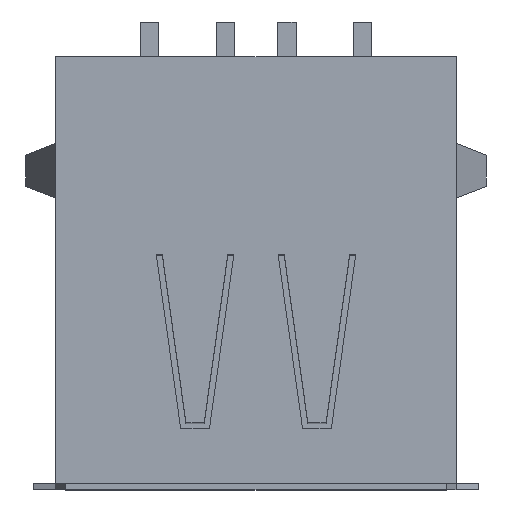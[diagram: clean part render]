
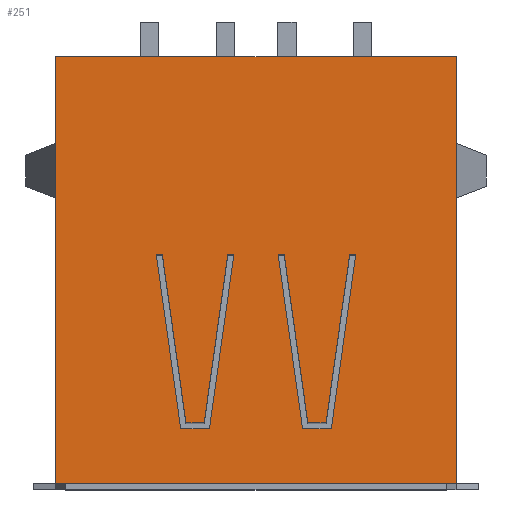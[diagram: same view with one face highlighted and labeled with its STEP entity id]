
A CAD part, top view. The second image highlights one B-rep face of the part: STEP entity #251.
In plain terms, the highlighted planar face has unit normal (0, 0, 1).
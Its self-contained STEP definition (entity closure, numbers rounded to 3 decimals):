
#62 = VERTEX_POINT('',#63);
#63 = CARTESIAN_POINT('',(6.565,-7.435,7.01));
#71 = VERTEX_POINT('',#72);
#72 = CARTESIAN_POINT('',(-6.565,-7.435,7.01));
#78 = EDGE_CURVE('',#71,#62,#79,.T.);
#79 = LINE('',#80,#81);
#80 = CARTESIAN_POINT('',(-6.565,-7.435,7.01));
#81 = VECTOR('',#82,1.);
#82 = DIRECTION('',(1.,0.,0.));
#251 = ADVANCED_FACE('',(#252,#293,#367),#441,.T.);
#252 = FACE_BOUND('',#253,.T.);
#253 = EDGE_LOOP('',(#254,#264,#270,#271,#279,#287));
#254 = ORIENTED_EDGE('',*,*,#255,.T.);
#255 = EDGE_CURVE('',#256,#258,#260,.T.);
#256 = VERTEX_POINT('',#257);
#257 = CARTESIAN_POINT('',(-6.565,6.565,7.01));
#258 = VERTEX_POINT('',#259);
#259 = CARTESIAN_POINT('',(-6.565,-6.635,7.01));
#260 = LINE('',#261,#262);
#261 = CARTESIAN_POINT('',(-6.565,6.565,7.01));
#262 = VECTOR('',#263,1.);
#263 = DIRECTION('',(0.,-1.,0.));
#264 = ORIENTED_EDGE('',*,*,#265,.T.);
#265 = EDGE_CURVE('',#258,#71,#266,.T.);
#266 = LINE('',#267,#268);
#267 = CARTESIAN_POINT('',(-6.565,6.565,7.01));
#268 = VECTOR('',#269,1.);
#269 = DIRECTION('',(0.,-1.,0.));
#270 = ORIENTED_EDGE('',*,*,#78,.T.);
#271 = ORIENTED_EDGE('',*,*,#272,.T.);
#272 = EDGE_CURVE('',#62,#273,#275,.T.);
#273 = VERTEX_POINT('',#274);
#274 = CARTESIAN_POINT('',(6.565,-6.635,7.01));
#275 = LINE('',#276,#277);
#276 = CARTESIAN_POINT('',(6.565,-7.435,7.01));
#277 = VECTOR('',#278,1.);
#278 = DIRECTION('',(0.,1.,0.));
#279 = ORIENTED_EDGE('',*,*,#280,.T.);
#280 = EDGE_CURVE('',#273,#281,#283,.T.);
#281 = VERTEX_POINT('',#282);
#282 = CARTESIAN_POINT('',(6.565,6.565,7.01));
#283 = LINE('',#284,#285);
#284 = CARTESIAN_POINT('',(6.565,-7.435,7.01));
#285 = VECTOR('',#286,1.);
#286 = DIRECTION('',(0.,1.,0.));
#287 = ORIENTED_EDGE('',*,*,#288,.T.);
#288 = EDGE_CURVE('',#281,#256,#289,.T.);
#289 = LINE('',#290,#291);
#290 = CARTESIAN_POINT('',(6.565,6.565,7.01));
#291 = VECTOR('',#292,1.);
#292 = DIRECTION('',(-1.,0.,0.));
#293 = FACE_BOUND('',#294,.T.);
#294 = EDGE_LOOP('',(#295,#305,#313,#321,#329,#337,#345,#353,#361));
#295 = ORIENTED_EDGE('',*,*,#296,.T.);
#296 = EDGE_CURVE('',#297,#299,#301,.T.);
#297 = VERTEX_POINT('',#298);
#298 = CARTESIAN_POINT('',(-2.,-5.643,7.01));
#299 = VERTEX_POINT('',#300);
#300 = CARTESIAN_POINT('',(-2.472,-5.643,7.01));
#301 = LINE('',#302,#303);
#302 = CARTESIAN_POINT('',(-1.236,-5.643,7.01));
#303 = VECTOR('',#304,1.);
#304 = DIRECTION('',(-1.,0.,0.));
#305 = ORIENTED_EDGE('',*,*,#306,.T.);
#306 = EDGE_CURVE('',#299,#307,#309,.T.);
#307 = VERTEX_POINT('',#308);
#308 = CARTESIAN_POINT('',(-3.275,0.083,7.01));
#309 = LINE('',#310,#311);
#310 = CARTESIAN_POINT('',(-3.193,-0.5,7.01));
#311 = VECTOR('',#312,1.);
#312 = DIRECTION('',(-0.139,0.99,0.));
#313 = ORIENTED_EDGE('',*,*,#314,.T.);
#314 = EDGE_CURVE('',#307,#315,#317,.T.);
#315 = VERTEX_POINT('',#316);
#316 = CARTESIAN_POINT('',(-3.075,0.083,7.01));
#317 = LINE('',#318,#319);
#318 = CARTESIAN_POINT('',(-1.538,0.083,7.01));
#319 = VECTOR('',#320,1.);
#320 = DIRECTION('',(1.,0.,0.));
#321 = ORIENTED_EDGE('',*,*,#322,.T.);
#322 = EDGE_CURVE('',#315,#323,#325,.T.);
#323 = VERTEX_POINT('',#324);
#324 = CARTESIAN_POINT('',(-2.3,-5.442,7.01));
#325 = LINE('',#326,#327);
#326 = CARTESIAN_POINT('',(-2.611,-3.224,7.01));
#327 = VECTOR('',#328,1.);
#328 = DIRECTION('',(0.139,-0.99,0.));
#329 = ORIENTED_EDGE('',*,*,#330,.T.);
#330 = EDGE_CURVE('',#323,#331,#333,.T.);
#331 = VERTEX_POINT('',#332);
#332 = CARTESIAN_POINT('',(-1.7,-5.442,7.01));
#333 = LINE('',#334,#335);
#334 = CARTESIAN_POINT('',(-0.85,-5.442,7.01));
#335 = VECTOR('',#336,1.);
#336 = DIRECTION('',(1.,0.,0.));
#337 = ORIENTED_EDGE('',*,*,#338,.T.);
#338 = EDGE_CURVE('',#331,#339,#341,.T.);
#339 = VERTEX_POINT('',#340);
#340 = CARTESIAN_POINT('',(-0.925,0.083,7.01));
#341 = LINE('',#342,#343);
#342 = CARTESIAN_POINT('',(-0.966,-0.211,7.01));
#343 = VECTOR('',#344,1.);
#344 = DIRECTION('',(0.139,0.99,0.));
#345 = ORIENTED_EDGE('',*,*,#346,.T.);
#346 = EDGE_CURVE('',#339,#347,#349,.T.);
#347 = VERTEX_POINT('',#348);
#348 = CARTESIAN_POINT('',(-0.725,0.083,7.01));
#349 = LINE('',#350,#351);
#350 = CARTESIAN_POINT('',(-0.363,0.083,7.01));
#351 = VECTOR('',#352,1.);
#352 = DIRECTION('',(1.,0.,0.));
#353 = ORIENTED_EDGE('',*,*,#354,.T.);
#354 = EDGE_CURVE('',#347,#355,#357,.T.);
#355 = VERTEX_POINT('',#356);
#356 = CARTESIAN_POINT('',(-1.528,-5.643,7.01));
#357 = LINE('',#358,#359);
#358 = CARTESIAN_POINT('',(-1.166,-3.062,7.01));
#359 = VECTOR('',#360,1.);
#360 = DIRECTION('',(-0.139,-0.99,0.));
#361 = ORIENTED_EDGE('',*,*,#362,.T.);
#362 = EDGE_CURVE('',#355,#297,#363,.T.);
#363 = LINE('',#364,#365);
#364 = CARTESIAN_POINT('',(-1.,-5.643,7.01));
#365 = VECTOR('',#366,1.);
#366 = DIRECTION('',(-1.,0.,0.));
#367 = FACE_BOUND('',#368,.T.);
#368 = EDGE_LOOP('',(#369,#379,#387,#395,#403,#411,#419,#427,#435));
#369 = ORIENTED_EDGE('',*,*,#370,.T.);
#370 = EDGE_CURVE('',#371,#373,#375,.T.);
#371 = VERTEX_POINT('',#372);
#372 = CARTESIAN_POINT('',(2.,-5.643,7.01));
#373 = VERTEX_POINT('',#374);
#374 = CARTESIAN_POINT('',(1.528,-5.643,7.01));
#375 = LINE('',#376,#377);
#376 = CARTESIAN_POINT('',(0.764,-5.643,7.01));
#377 = VECTOR('',#378,1.);
#378 = DIRECTION('',(-1.,0.,0.));
#379 = ORIENTED_EDGE('',*,*,#380,.T.);
#380 = EDGE_CURVE('',#373,#381,#383,.T.);
#381 = VERTEX_POINT('',#382);
#382 = CARTESIAN_POINT('',(0.725,0.083,7.01));
#383 = LINE('',#384,#385);
#384 = CARTESIAN_POINT('',(0.768,-0.224,7.01));
#385 = VECTOR('',#386,1.);
#386 = DIRECTION('',(-0.139,0.99,0.));
#387 = ORIENTED_EDGE('',*,*,#388,.T.);
#388 = EDGE_CURVE('',#381,#389,#391,.T.);
#389 = VERTEX_POINT('',#390);
#390 = CARTESIAN_POINT('',(0.925,0.083,7.01));
#391 = LINE('',#392,#393);
#392 = CARTESIAN_POINT('',(0.463,0.083,7.01));
#393 = VECTOR('',#394,1.);
#394 = DIRECTION('',(1.,0.,0.));
#395 = ORIENTED_EDGE('',*,*,#396,.T.);
#396 = EDGE_CURVE('',#389,#397,#399,.T.);
#397 = VERTEX_POINT('',#398);
#398 = CARTESIAN_POINT('',(1.7,-5.442,7.01));
#399 = LINE('',#400,#401);
#400 = CARTESIAN_POINT('',(1.35,-2.949,7.01));
#401 = VECTOR('',#402,1.);
#402 = DIRECTION('',(0.139,-0.99,0.));
#403 = ORIENTED_EDGE('',*,*,#404,.T.);
#404 = EDGE_CURVE('',#397,#405,#407,.T.);
#405 = VERTEX_POINT('',#406);
#406 = CARTESIAN_POINT('',(2.3,-5.442,7.01));
#407 = LINE('',#408,#409);
#408 = CARTESIAN_POINT('',(1.15,-5.442,7.01));
#409 = VECTOR('',#410,1.);
#410 = DIRECTION('',(1.,0.,0.));
#411 = ORIENTED_EDGE('',*,*,#412,.T.);
#412 = EDGE_CURVE('',#405,#413,#415,.T.);
#413 = VERTEX_POINT('',#414);
#414 = CARTESIAN_POINT('',(3.075,0.083,7.01));
#415 = LINE('',#416,#417);
#416 = CARTESIAN_POINT('',(2.995,-0.486,7.01));
#417 = VECTOR('',#418,1.);
#418 = DIRECTION('',(0.139,0.99,0.));
#419 = ORIENTED_EDGE('',*,*,#420,.T.);
#420 = EDGE_CURVE('',#413,#421,#423,.T.);
#421 = VERTEX_POINT('',#422);
#422 = CARTESIAN_POINT('',(3.275,0.083,7.01));
#423 = LINE('',#424,#425);
#424 = CARTESIAN_POINT('',(1.638,0.083,7.01));
#425 = VECTOR('',#426,1.);
#426 = DIRECTION('',(1.,0.,0.));
#427 = ORIENTED_EDGE('',*,*,#428,.T.);
#428 = EDGE_CURVE('',#421,#429,#431,.T.);
#429 = VERTEX_POINT('',#430);
#430 = CARTESIAN_POINT('',(2.472,-5.643,7.01));
#431 = LINE('',#432,#433);
#432 = CARTESIAN_POINT('',(2.795,-3.337,7.01));
#433 = VECTOR('',#434,1.);
#434 = DIRECTION('',(-0.139,-0.99,0.));
#435 = ORIENTED_EDGE('',*,*,#436,.T.);
#436 = EDGE_CURVE('',#429,#371,#437,.T.);
#437 = LINE('',#438,#439);
#438 = CARTESIAN_POINT('',(1.,-5.643,7.01));
#439 = VECTOR('',#440,1.);
#440 = DIRECTION('',(-1.,0.,0.));
#441 = PLANE('',#442);
#442 = AXIS2_PLACEMENT_3D('',#443,#444,#445);
#443 = CARTESIAN_POINT('',(0.,-0.435,7.01));
#444 = DIRECTION('',(0.,0.,1.));
#445 = DIRECTION('',(0.,-1.,0.));
